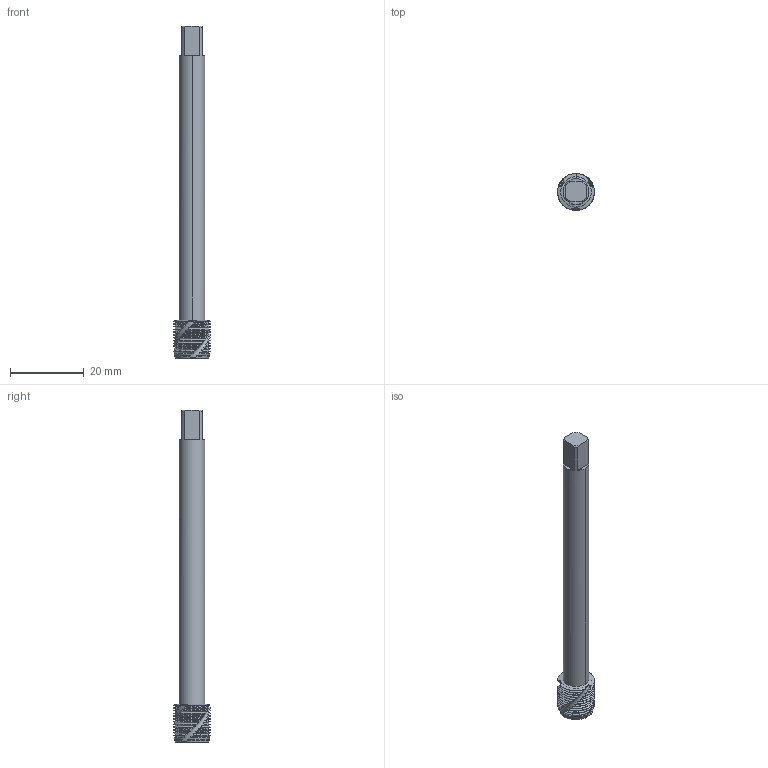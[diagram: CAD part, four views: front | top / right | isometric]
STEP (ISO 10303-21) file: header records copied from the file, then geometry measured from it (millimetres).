
FILE_DESCRIPTION(('no description'),'unknown implementation level');
FILE_NAME('solidXeNtVdX4uTLJUl20QXBzwQg9zzg_1.STP',' ',('CIM GmbH Aachen'),('CADClick - KiM GmbH - www.kimweb.de'),'unknown preprocess','ACIS','unknown authorization');
FILE_SCHEMA(('automotive_design'));
Length unit declared in the file: millimetre
Products named in the file (2): 1; 2
Bounding box: 10 x 10 x 90 mm (x, y, z)
Volume: 3700.7 mm3; surface area: 2916.5 mm2
Topology: 2 solids, 2 shells, 295 faces, 829 edges, 538 vertices
Faces by surface type: cone 144, cylinder 125, plane 17, bspline 6, revolution 3
Entity records: 23278 total; most frequent: CARTESIAN_POINT 6887, STYLED_ITEM 1664, PRESENTATION_STYLE_ASSIGNMENT 1664, COLOUR_RGB 1664, ORIENTED_EDGE 1658, DIRECTION 1364, EDGE_CURVE 829, CURVE_STYLE 829
